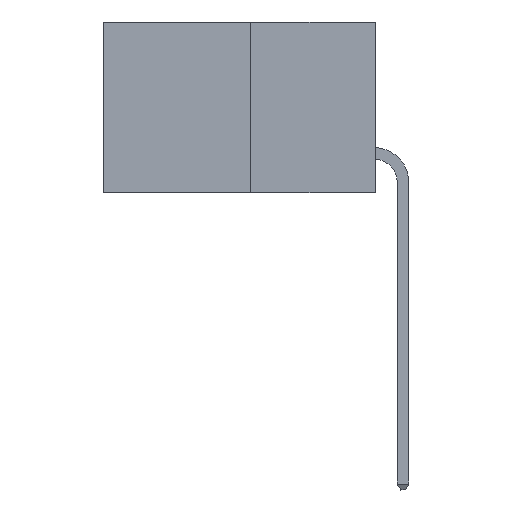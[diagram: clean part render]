
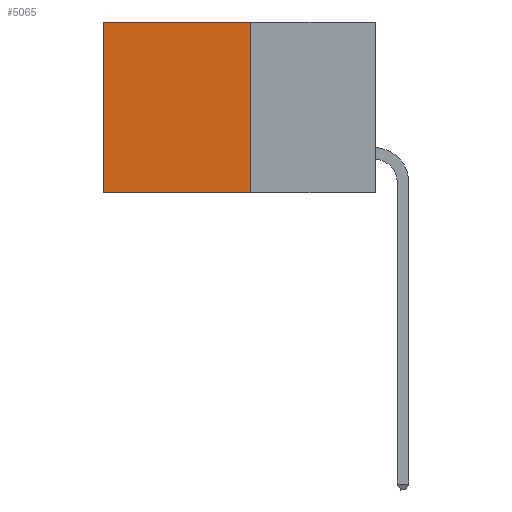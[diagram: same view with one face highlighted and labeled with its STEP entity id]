
A CAD part, left-side view. The second image highlights one B-rep face of the part: STEP entity #5065.
In plain terms, the highlighted planar face has unit normal (-1, 0, 0).
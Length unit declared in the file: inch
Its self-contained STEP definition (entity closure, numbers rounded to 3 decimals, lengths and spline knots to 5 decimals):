
#1012 = EDGE_CURVE ( 'NONE', #13998, #18050, #6454, .T. ) ;
#1595 = EDGE_CURVE ( 'NONE', #13998, #2136, #15776, .T. ) ;
#2136 = VERTEX_POINT ( 'NONE', #11308 ) ;
#3955 = EDGE_LOOP ( 'NONE', ( #18999, #8760, #7303, #7776 ) ) ;
#4403 = DIRECTION ( 'NONE',  ( 0., 0., -1. ) ) ;
#4745 = DIRECTION ( 'NONE',  ( 0., 0., -1. ) ) ;
#5065 = ADVANCED_FACE ( 'NONE', ( #5385 ), #17614, .F. ) ;
#5205 = CARTESIAN_POINT ( 'NONE',  ( 0.277, 0.27, 0. ) ) ;
#5385 = FACE_OUTER_BOUND ( 'NONE', #3955, .T. ) ;
#5966 = VECTOR ( 'NONE', #15739, 39.37008 ) ;
#6454 = LINE ( 'NONE', #17165, #5966 ) ;
#6902 = CARTESIAN_POINT ( 'NONE',  ( 0.277, 0.27, -0.37 ) ) ;
#7303 = ORIENTED_EDGE ( 'NONE', *, *, #1595, .F. ) ;
#7776 = ORIENTED_EDGE ( 'NONE', *, *, #1012, .T. ) ;
#8760 = ORIENTED_EDGE ( 'NONE', *, *, #9926, .F. ) ;
#9062 = DIRECTION ( 'NONE',  ( 0., 0., -1. ) ) ;
#9161 = AXIS2_PLACEMENT_3D ( 'NONE', #6902, #13757, #4745 ) ;
#9260 = CARTESIAN_POINT ( 'NONE',  ( 0.277, 0.27, -0.37 ) ) ;
#9532 = VERTEX_POINT ( 'NONE', #12862 ) ;
#9926 = EDGE_CURVE ( 'NONE', #2136, #9532, #19442, .T. ) ;
#10243 = VECTOR ( 'NONE', #9062, 39.37008 ) ;
#11261 = VECTOR ( 'NONE', #4403, 39.37008 ) ;
#11308 = CARTESIAN_POINT ( 'NONE',  ( 0.277, 0.27, -0.37 ) ) ;
#12862 = CARTESIAN_POINT ( 'NONE',  ( 0.277, 0.59, -0.37 ) ) ;
#13618 = EDGE_CURVE ( 'NONE', #18050, #9532, #14773, .T. ) ;
#13757 = DIRECTION ( 'NONE',  ( 1., 0., 0. ) ) ;
#13923 = CARTESIAN_POINT ( 'NONE',  ( 0.277, 0.27, -0.37 ) ) ;
#13998 = VERTEX_POINT ( 'NONE', #5205 ) ;
#14773 = LINE ( 'NONE', #15111, #10243 ) ;
#15111 = CARTESIAN_POINT ( 'NONE',  ( 0.277, 0.59, -0.37 ) ) ;
#15383 = VECTOR ( 'NONE', #17022, 39.37008 ) ;
#15739 = DIRECTION ( 'NONE',  ( 0., 1., 0. ) ) ;
#15776 = LINE ( 'NONE', #9260, #11261 ) ;
#16250 = CARTESIAN_POINT ( 'NONE',  ( 0.277, 0.59, 0. ) ) ;
#17022 = DIRECTION ( 'NONE',  ( 0., 1., 0. ) ) ;
#17165 = CARTESIAN_POINT ( 'NONE',  ( 0.277, 0.27, 0. ) ) ;
#17614 = PLANE ( 'NONE',  #9161 ) ;
#18050 = VERTEX_POINT ( 'NONE', #16250 ) ;
#18999 = ORIENTED_EDGE ( 'NONE', *, *, #13618, .T. ) ;
#19442 = LINE ( 'NONE', #13923, #15383 ) ;
